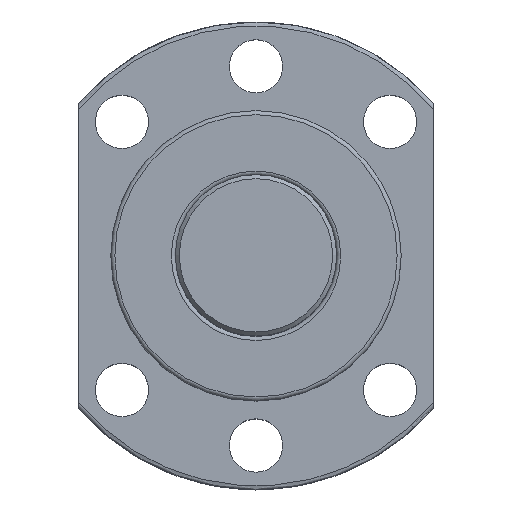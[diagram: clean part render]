
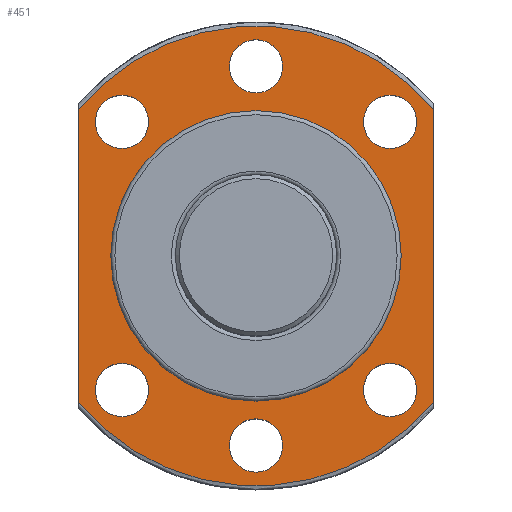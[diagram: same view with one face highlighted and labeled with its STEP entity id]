
A CAD part, top view. The second image highlights one B-rep face of the part: STEP entity #451.
In plain terms, the highlighted planar face has unit normal (0, 0, 1).
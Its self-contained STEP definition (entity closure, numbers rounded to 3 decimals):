
#67=CIRCLE('',#508,28.5);
#68=CIRCLE('',#510,28.5);
#69=CIRCLE('',#512,18.);
#70=CIRCLE('',#513,3.3);
#71=CIRCLE('',#514,3.3);
#72=CIRCLE('',#515,3.3);
#73=CIRCLE('',#516,3.3);
#74=CIRCLE('',#517,3.3);
#75=CIRCLE('',#518,3.3);
#124=ORIENTED_EDGE('',*,*,#222,.T.);
#125=ORIENTED_EDGE('',*,*,#223,.T.);
#126=ORIENTED_EDGE('',*,*,#224,.T.);
#127=ORIENTED_EDGE('',*,*,#225,.T.);
#128=ORIENTED_EDGE('',*,*,#226,.T.);
#129=ORIENTED_EDGE('',*,*,#227,.T.);
#130=ORIENTED_EDGE('',*,*,#228,.T.);
#131=ORIENTED_EDGE('',*,*,#219,.F.);
#132=ORIENTED_EDGE('',*,*,#229,.T.);
#133=ORIENTED_EDGE('',*,*,#216,.F.);
#134=ORIENTED_EDGE('',*,*,#230,.T.);
#216=EDGE_CURVE('',#264,#265,#67,.T.);
#219=EDGE_CURVE('',#266,#267,#68,.T.);
#222=EDGE_CURVE('',#268,#268,#69,.T.);
#223=EDGE_CURVE('',#269,#269,#70,.F.);
#224=EDGE_CURVE('',#270,#270,#71,.T.);
#225=EDGE_CURVE('',#271,#271,#72,.T.);
#226=EDGE_CURVE('',#272,#272,#73,.T.);
#227=EDGE_CURVE('',#273,#273,#74,.T.);
#228=EDGE_CURVE('',#274,#274,#75,.T.);
#229=EDGE_CURVE('',#266,#265,#294,.T.);
#230=EDGE_CURVE('',#264,#267,#295,.T.);
#264=VERTEX_POINT('',#775);
#265=VERTEX_POINT('',#776);
#266=VERTEX_POINT('',#789);
#267=VERTEX_POINT('',#790);
#268=VERTEX_POINT('',#803);
#269=VERTEX_POINT('',#805);
#270=VERTEX_POINT('',#807);
#271=VERTEX_POINT('',#809);
#272=VERTEX_POINT('',#811);
#273=VERTEX_POINT('',#813);
#274=VERTEX_POINT('',#815);
#294=LINE('',#816,#302);
#295=LINE('',#817,#303);
#302=VECTOR('',#623,1000.);
#303=VECTOR('',#624,1000.);
#319=EDGE_LOOP('',(#124));
#320=EDGE_LOOP('',(#125));
#321=EDGE_LOOP('',(#126));
#322=EDGE_LOOP('',(#127));
#323=EDGE_LOOP('',(#128));
#324=EDGE_LOOP('',(#129));
#325=EDGE_LOOP('',(#130));
#326=EDGE_LOOP('',(#131,#132,#133,#134));
#385=FACE_BOUND('',#319,.T.);
#386=FACE_BOUND('',#320,.T.);
#387=FACE_BOUND('',#321,.T.);
#388=FACE_BOUND('',#322,.T.);
#389=FACE_BOUND('',#323,.T.);
#390=FACE_BOUND('',#324,.T.);
#391=FACE_BOUND('',#325,.T.);
#392=FACE_BOUND('',#326,.T.);
#437=PLANE('',#511);
#451=ADVANCED_FACE('',(#385,#386,#387,#388,#389,#390,#391,#392),#437,.T.);
#508=AXIS2_PLACEMENT_3D('',#774,#601,#602);
#510=AXIS2_PLACEMENT_3D('',#788,#605,#606);
#511=AXIS2_PLACEMENT_3D('',#801,#607,#608);
#512=AXIS2_PLACEMENT_3D('',#802,#609,#610);
#513=AXIS2_PLACEMENT_3D('',#804,#611,#612);
#514=AXIS2_PLACEMENT_3D('',#806,#613,#614);
#515=AXIS2_PLACEMENT_3D('',#808,#615,#616);
#516=AXIS2_PLACEMENT_3D('',#810,#617,#618);
#517=AXIS2_PLACEMENT_3D('',#812,#619,#620);
#518=AXIS2_PLACEMENT_3D('',#814,#621,#622);
#601=DIRECTION('',(0.,0.,-1.));
#602=DIRECTION('',(-1.,0.,0.));
#605=DIRECTION('',(0.,0.,-1.));
#606=DIRECTION('',(-1.,0.,0.));
#607=DIRECTION('',(0.,0.,1.));
#608=DIRECTION('',(1.,0.,0.));
#609=DIRECTION('',(0.,0.,-1.));
#610=DIRECTION('',(-1.,0.,0.));
#611=DIRECTION('',(0.,0.,1.));
#612=DIRECTION('',(1.,0.,0.));
#613=DIRECTION('',(0.,0.,-1.));
#614=DIRECTION('',(-1.,0.,0.));
#615=DIRECTION('',(0.,0.,-1.));
#616=DIRECTION('',(-1.,0.,0.));
#617=DIRECTION('',(0.,0.,-1.));
#618=DIRECTION('',(-1.,0.,0.));
#619=DIRECTION('',(0.,0.,-1.));
#620=DIRECTION('',(-1.,0.,0.));
#621=DIRECTION('',(0.,0.,-1.));
#622=DIRECTION('',(-1.,0.,0.));
#623=DIRECTION('',(0.,-1.,0.));
#624=DIRECTION('',(0.,1.,0.));
#774=CARTESIAN_POINT('',(0.,0.,26.));
#775=CARTESIAN_POINT('',(22.,-18.118,26.));
#776=CARTESIAN_POINT('',(-22.,-18.118,26.));
#788=CARTESIAN_POINT('',(0.,0.,26.));
#789=CARTESIAN_POINT('',(-22.,18.118,26.));
#790=CARTESIAN_POINT('',(22.,18.118,26.));
#801=CARTESIAN_POINT('',(0.,28.5,26.));
#802=CARTESIAN_POINT('',(0.,0.,26.));
#803=CARTESIAN_POINT('',(-18.,0.,26.));
#804=CARTESIAN_POINT('',(0.,23.5,26.));
#805=CARTESIAN_POINT('',(3.3,23.5,26.));
#806=CARTESIAN_POINT('',(-16.617,-16.617,26.));
#807=CARTESIAN_POINT('',(-19.917,-16.617,26.));
#808=CARTESIAN_POINT('',(0.,-23.5,26.));
#809=CARTESIAN_POINT('',(-3.3,-23.5,26.));
#810=CARTESIAN_POINT('',(16.617,-16.617,26.));
#811=CARTESIAN_POINT('',(13.317,-16.617,26.));
#812=CARTESIAN_POINT('',(-16.617,16.617,26.));
#813=CARTESIAN_POINT('',(-19.917,16.617,26.));
#814=CARTESIAN_POINT('',(16.617,16.617,26.));
#815=CARTESIAN_POINT('',(13.317,16.617,26.));
#816=CARTESIAN_POINT('',(-22.,28.5,26.));
#817=CARTESIAN_POINT('',(22.,28.5,26.));
